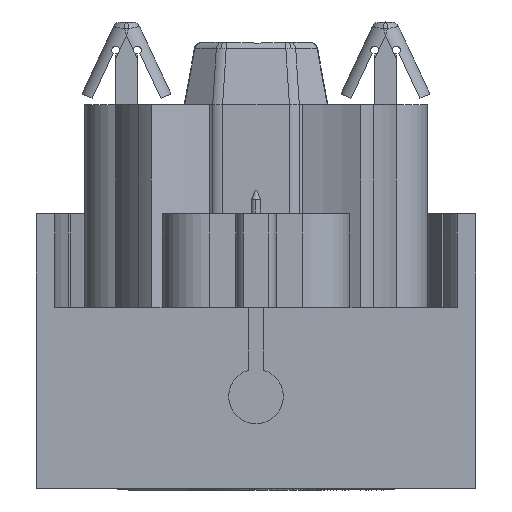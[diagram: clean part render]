
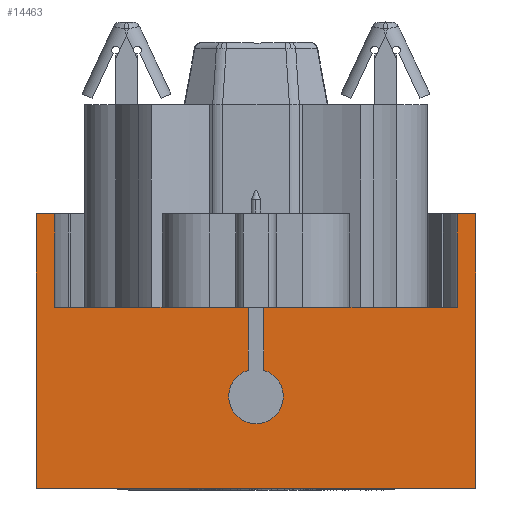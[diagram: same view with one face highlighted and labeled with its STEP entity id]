
A CAD part, front view. The second image highlights one B-rep face of the part: STEP entity #14463.
In plain terms, the highlighted planar face has unit normal (0, -1, 0).
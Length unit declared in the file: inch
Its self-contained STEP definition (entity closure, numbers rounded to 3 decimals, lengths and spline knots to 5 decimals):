
#57 = DIRECTION ( 'NONE',  ( 1., 0., 0. ) ) ;
#404 = CARTESIAN_POINT ( 'NONE',  ( 1.01494, 0.10058, 0.03827 ) ) ;
#594 = ORIENTED_EDGE ( 'NONE', *, *, #17168, .T. ) ;
#608 = CARTESIAN_POINT ( 'NONE',  ( 1.01494, 0.10058, -0.18614 ) ) ;
#802 = VECTOR ( 'NONE', #16006, 39.37008 ) ;
#1189 = DIRECTION ( 'NONE',  ( 0., 0., 1. ) ) ;
#1300 = ORIENTED_EDGE ( 'NONE', *, *, #4514, .F. ) ;
#1450 = LINE ( 'NONE', #1535, #17563 ) ;
#1535 = CARTESIAN_POINT ( 'NONE',  ( 0.45982, 0.10058, -0.07197 ) ) ;
#1678 = DIRECTION ( 'NONE',  ( 0., 0., -1. ) ) ;
#1719 = DIRECTION ( 'NONE',  ( 0., 1., 0. ) ) ;
#2223 = CARTESIAN_POINT ( 'NONE',  ( 0.99525, 0.10058, 0.03827 ) ) ;
#2290 = CARTESIAN_POINT ( 'NONE',  ( 1.03462, 0.10058, -0.12012 ) ) ;
#2687 = VECTOR ( 'NONE', #5038, 39.37008 ) ;
#2800 = PLANE ( 'NONE',  #14033 ) ;
#2914 = VERTEX_POINT ( 'NONE', #14367 ) ;
#2969 = CARTESIAN_POINT ( 'NONE',  ( 0.45982, 0.10058, -0.41843 ) ) ;
#3005 = LINE ( 'NONE', #8315, #12446 ) ;
#3050 = LINE ( 'NONE', #15836, #802 ) ;
#3060 = ORIENTED_EDGE ( 'NONE', *, *, #13330, .F. ) ;
#3311 = CARTESIAN_POINT ( 'NONE',  ( 0.50706, 0.10058, 0.03827 ) ) ;
#3492 = ORIENTED_EDGE ( 'NONE', *, *, #13521, .F. ) ;
#3593 = DIRECTION ( 'NONE',  ( 1., 0., 0. ) ) ;
#3728 = ORIENTED_EDGE ( 'NONE', *, *, #15728, .F. ) ;
#3784 = CARTESIAN_POINT ( 'NONE',  ( 1.01494, 0.10058, -0.18614 ) ) ;
#4234 = LINE ( 'NONE', #404, #6466 ) ;
#4296 = FACE_OUTER_BOUND ( 'NONE', #15057, .T. ) ;
#4471 = LINE ( 'NONE', #9880, #6717 ) ;
#4481 = CARTESIAN_POINT ( 'NONE',  ( 1.52281, 0.10058, -0.07197 ) ) ;
#4514 = EDGE_CURVE ( 'NONE', #11914, #9666, #8546, .T. ) ;
#4674 = DIRECTION ( 'NONE',  ( 1., 0., 0. ) ) ;
#4682 = AXIS2_PLACEMENT_3D ( 'NONE', #3784, #9282, #8123 ) ;
#4747 = CARTESIAN_POINT ( 'NONE',  ( 1.57005, 0.10058, 0.27449 ) ) ;
#4807 = CARTESIAN_POINT ( 'NONE',  ( 1.57005, 0.10058, -0.41843 ) ) ;
#5038 = DIRECTION ( 'NONE',  ( 1., 0., 0. ) ) ;
#5291 = CIRCLE ( 'NONE', #14076, 0.0689 ) ;
#5304 = VECTOR ( 'NONE', #4674, 39.37008 ) ;
#5393 = ORIENTED_EDGE ( 'NONE', *, *, #8810, .F. ) ;
#5979 = VERTEX_POINT ( 'NONE', #4747 ) ;
#6466 = VECTOR ( 'NONE', #57, 39.37008 ) ;
#6717 = VECTOR ( 'NONE', #13627, 39.37008 ) ;
#6928 = DIRECTION ( 'NONE',  ( 1., 0., 0. ) ) ;
#7143 = CARTESIAN_POINT ( 'NONE',  ( 0.50706, 0.10058, 0.27449 ) ) ;
#7349 = ORIENTED_EDGE ( 'NONE', *, *, #10207, .T. ) ;
#7387 = EDGE_CURVE ( 'NONE', #13457, #12008, #4234, .T. ) ;
#7406 = VERTEX_POINT ( 'NONE', #8214 ) ;
#7586 = ORIENTED_EDGE ( 'NONE', *, *, #7387, .F. ) ;
#7818 = CARTESIAN_POINT ( 'NONE',  ( 1.52281, 0.10058, 0.27449 ) ) ;
#7936 = CARTESIAN_POINT ( 'NONE',  ( 1.57005, 0.10058, -0.07197 ) ) ;
#7968 = CARTESIAN_POINT ( 'NONE',  ( 0.45982, 0.10058, -0.41843 ) ) ;
#8094 = EDGE_CURVE ( 'NONE', #12220, #13457, #3005, .T. ) ;
#8123 = DIRECTION ( 'NONE',  ( 0., 0., -1. ) ) ;
#8193 = EDGE_CURVE ( 'NONE', #13172, #11914, #15786, .T. ) ;
#8214 = CARTESIAN_POINT ( 'NONE',  ( 0.99525, 0.10058, -0.12012 ) ) ;
#8315 = CARTESIAN_POINT ( 'NONE',  ( 0.50706, 0.10058, -0.07197 ) ) ;
#8546 = LINE ( 'NONE', #4481, #8585 ) ;
#8585 = VECTOR ( 'NONE', #10378, 39.37008 ) ;
#8810 = EDGE_CURVE ( 'NONE', #7406, #2914, #9200, .T. ) ;
#9200 = CIRCLE ( 'NONE', #4682, 0.0689 ) ;
#9256 = LINE ( 'NONE', #7936, #14701 ) ;
#9282 = DIRECTION ( 'NONE',  ( 0., -1., 0. ) ) ;
#9586 = CARTESIAN_POINT ( 'NONE',  ( 0.45982, 0.10058, 0.27449 ) ) ;
#9666 = VERTEX_POINT ( 'NONE', #7818 ) ;
#9820 = LINE ( 'NONE', #15246, #5304 ) ;
#9880 = CARTESIAN_POINT ( 'NONE',  ( 0.99525, 0.10058, -0.07197 ) ) ;
#10187 = VECTOR ( 'NONE', #6928, 39.37008 ) ;
#10207 = EDGE_CURVE ( 'NONE', #15528, #11034, #15597, .T. ) ;
#10378 = DIRECTION ( 'NONE',  ( 0., 0., 1. ) ) ;
#10380 = ORIENTED_EDGE ( 'NONE', *, *, #13695, .F. ) ;
#10565 = EDGE_CURVE ( 'NONE', #12008, #7406, #4471, .T. ) ;
#10584 = CARTESIAN_POINT ( 'NONE',  ( 1.03462, 0.10058, 0.03827 ) ) ;
#11034 = VERTEX_POINT ( 'NONE', #4807 ) ;
#11914 = VERTEX_POINT ( 'NONE', #12923 ) ;
#12008 = VERTEX_POINT ( 'NONE', #2223 ) ;
#12220 = VERTEX_POINT ( 'NONE', #7143 ) ;
#12278 = DIRECTION ( 'NONE',  ( 0., 0., 1. ) ) ;
#12342 = CARTESIAN_POINT ( 'NONE',  ( 1.01494, 0.10058, 0.27449 ) ) ;
#12446 = VECTOR ( 'NONE', #13661, 39.37008 ) ;
#12653 = VECTOR ( 'NONE', #3593, 39.37008 ) ;
#12923 = CARTESIAN_POINT ( 'NONE',  ( 1.52281, 0.10058, 0.03827 ) ) ;
#13172 = VERTEX_POINT ( 'NONE', #10584 ) ;
#13330 = EDGE_CURVE ( 'NONE', #15528, #16571, #1450, .T. ) ;
#13457 = VERTEX_POINT ( 'NONE', #3311 ) ;
#13521 = EDGE_CURVE ( 'NONE', #14252, #13172, #3050, .T. ) ;
#13600 = LINE ( 'NONE', #12342, #10187 ) ;
#13627 = DIRECTION ( 'NONE',  ( 0., 0., -1. ) ) ;
#13661 = DIRECTION ( 'NONE',  ( 0., 0., -1. ) ) ;
#13695 = EDGE_CURVE ( 'NONE', #16571, #12220, #13600, .T. ) ;
#13809 = ORIENTED_EDGE ( 'NONE', *, *, #8193, .F. ) ;
#13837 = DIRECTION ( 'NONE',  ( 0., -1., 0. ) ) ;
#14033 = AXIS2_PLACEMENT_3D ( 'NONE', #2969, #1719, #12278 ) ;
#14073 = CARTESIAN_POINT ( 'NONE',  ( 1.01494, 0.10058, -0.41843 ) ) ;
#14076 = AXIS2_PLACEMENT_3D ( 'NONE', #608, #13837, #1678 ) ;
#14252 = VERTEX_POINT ( 'NONE', #2290 ) ;
#14367 = CARTESIAN_POINT ( 'NONE',  ( 1.01494, 0.10058, -0.25504 ) ) ;
#14393 = ORIENTED_EDGE ( 'NONE', *, *, #10565, .F. ) ;
#14452 = CARTESIAN_POINT ( 'NONE',  ( 1.01494, 0.10058, 0.03827 ) ) ;
#14463 = ADVANCED_FACE ( 'NONE', ( #4296 ), #2800, .F. ) ;
#14701 = VECTOR ( 'NONE', #1189, 39.37008 ) ;
#15057 = EDGE_LOOP ( 'NONE', ( #14393, #7586, #17110, #10380, #3060, #7349, #594, #3728, #1300, #13809, #3492, #17370, #5393 ) ) ;
#15132 = DIRECTION ( 'NONE',  ( 0., 0., 1. ) ) ;
#15246 = CARTESIAN_POINT ( 'NONE',  ( 1.01494, 0.10058, 0.27449 ) ) ;
#15346 = EDGE_CURVE ( 'NONE', #2914, #14252, #5291, .T. ) ;
#15528 = VERTEX_POINT ( 'NONE', #7968 ) ;
#15597 = LINE ( 'NONE', #14073, #12653 ) ;
#15728 = EDGE_CURVE ( 'NONE', #9666, #5979, #9820, .T. ) ;
#15786 = LINE ( 'NONE', #14452, #2687 ) ;
#15836 = CARTESIAN_POINT ( 'NONE',  ( 1.03462, 0.10058, -0.07197 ) ) ;
#16006 = DIRECTION ( 'NONE',  ( 0., 0., 1. ) ) ;
#16571 = VERTEX_POINT ( 'NONE', #9586 ) ;
#17110 = ORIENTED_EDGE ( 'NONE', *, *, #8094, .F. ) ;
#17168 = EDGE_CURVE ( 'NONE', #11034, #5979, #9256, .T. ) ;
#17370 = ORIENTED_EDGE ( 'NONE', *, *, #15346, .F. ) ;
#17563 = VECTOR ( 'NONE', #15132, 39.37008 ) ;
